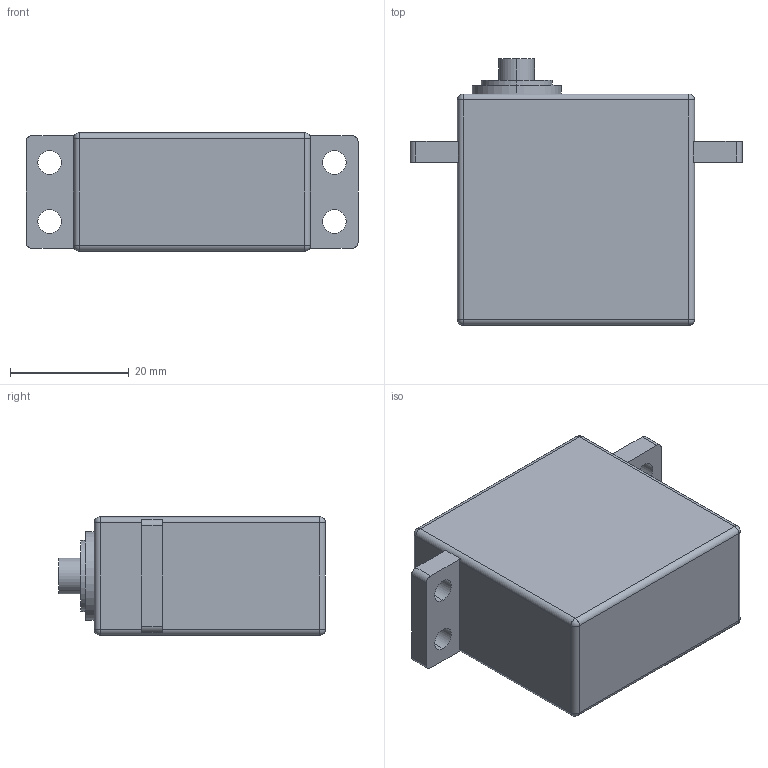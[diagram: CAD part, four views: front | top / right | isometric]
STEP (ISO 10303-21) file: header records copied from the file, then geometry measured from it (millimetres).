
FILE_DESCRIPTION (( 'STEP AP203' ), '1' );
FILE_NAME ('錨璃1.STEP', '2025-09-04T03:13:14', ( '' ), ( '' ), 'SwSTEP 2.0', 'SolidWorks 2024', '' );
FILE_SCHEMA (( 'CONFIG_CONTROL_DESIGN' ));
Length unit declared in the file: millimetre
Products named in the file (1): 零件1
Bounding box: 56 x 45 x 20 mm (x, y, z)
Volume: 32403.2 mm3; surface area: 7145.5 mm2
Topology: 1 solids, 1 shells, 63 faces, 156 edges, 89 vertices
Faces by surface type: cylinder 32, plane 21, sphere 8, cone 2
Entity records: 1885 total; most frequent: DIRECTION 346, CARTESIAN_POINT 299, ORIENTED_EDGE 292, EDGE_CURVE 146, AXIS2_PLACEMENT_3D 136, VERTEX_POINT 89, EDGE_LOOP 75, LINE 74
